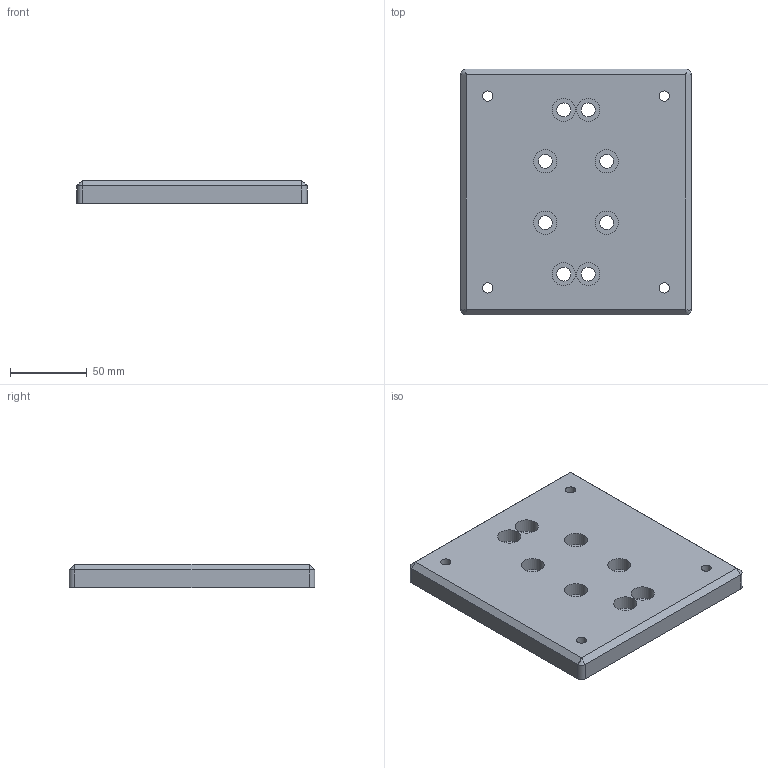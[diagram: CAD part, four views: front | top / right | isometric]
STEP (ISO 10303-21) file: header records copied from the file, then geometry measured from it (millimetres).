
FILE_DESCRIPTION((''),'2;1');
FILE_NAME('SL0200S.ipt.step','2007-09-10T15:13:30',(''),(''),'Autodesk Inventor 11','Autodesk Inventor 11','');
FILE_SCHEMA(('AUTOMOTIVE_DESIGN { 1 0 10303 214 1 1 1 1 }'));
Length unit declared in the file: millimetre
Products named in the file (1): SL0200S
Bounding box: 150 x 160 x 15 mm (x, y, z)
Volume: 338270.2 mm3; surface area: 60620.1 mm2
Topology: 1 solids, 1 shells, 46 faces, 104 edges, 64 vertices
Faces by surface type: bspline 28, plane 10, cone 4, cylinder 4
Entity records: 1463 total; most frequent: CARTESIAN_POINT 547, DIRECTION 162, ORIENTED_EDGE 152, EDGE_LOOP 98, EDGE_CURVE 76, AXIS2_PLACEMENT_3D 67, VERTEX_POINT 60, FACE_BOUND 52
